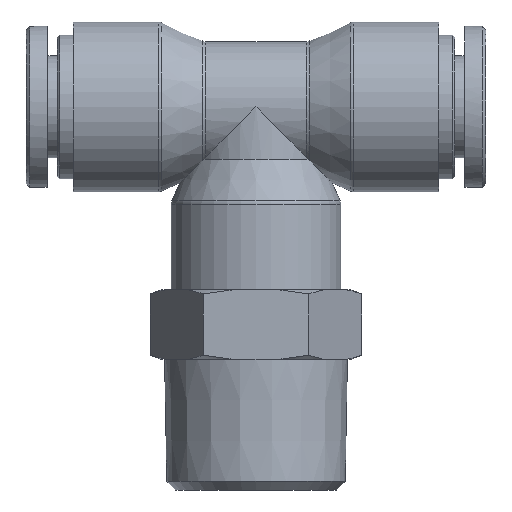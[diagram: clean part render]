
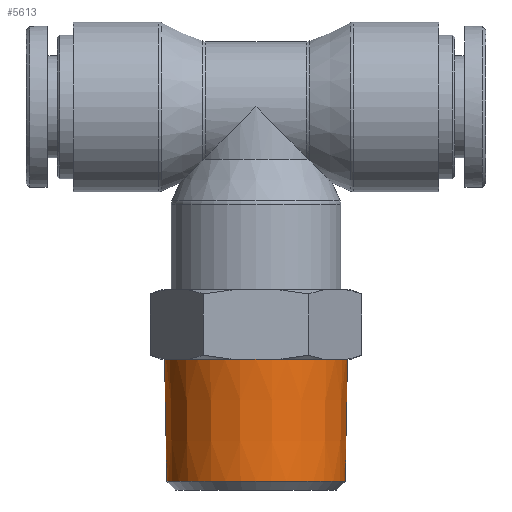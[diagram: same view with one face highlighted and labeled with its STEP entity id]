
A CAD part, front view. The second image highlights one B-rep face of the part: STEP entity #5613.
In plain terms, the highlighted conical face has half-angle 1.06 degrees and reference radius 10.361 mm.
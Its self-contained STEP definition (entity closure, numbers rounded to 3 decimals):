
#4997=CARTESIAN_POINT('',(-22.3,9.093,5.25));
#4998=VERTEX_POINT('',#4997);
#5005=CARTESIAN_POINT('',(-22.3,0.,10.5));
#5006=VERTEX_POINT('',#5005);
#5007=CARTESIAN_POINT('',(-22.3,0.,0.0));
#5008=DIRECTION('',(1.0,0.0,0.0));
#5009=DIRECTION('',(0.0,1.0,0.0));
#5010=AXIS2_PLACEMENT_3D('',#5007,#5008,#5009);
#5011=CIRCLE('',#5010,10.5);
#5012=EDGE_CURVE('',#4998,#5006,#5011,.T.);
#5099=CARTESIAN_POINT('',(-22.3,-9.093,5.25));
#5100=VERTEX_POINT('',#5099);
#5101=CARTESIAN_POINT('',(-22.3,0.,0.0));
#5102=DIRECTION('',(1.0,0.0,0.0));
#5103=DIRECTION('',(0.0,1.0,0.0));
#5104=AXIS2_PLACEMENT_3D('',#5101,#5102,#5103);
#5105=CIRCLE('',#5104,10.5);
#5106=EDGE_CURVE('',#5006,#5100,#5105,.T.);
#5186=CARTESIAN_POINT('',(-22.3,-9.093,-5.25));
#5187=VERTEX_POINT('',#5186);
#5188=CARTESIAN_POINT('',(-22.3,0.,0.0));
#5189=DIRECTION('',(1.0,0.0,0.0));
#5190=DIRECTION('',(0.0,1.0,0.0));
#5191=AXIS2_PLACEMENT_3D('',#5188,#5189,#5190);
#5192=CIRCLE('',#5191,10.5);
#5193=EDGE_CURVE('',#5100,#5187,#5192,.T.);
#5273=CARTESIAN_POINT('',(-22.3,0.,-10.5));
#5274=VERTEX_POINT('',#5273);
#5275=CARTESIAN_POINT('',(-22.3,0.,0.0));
#5276=DIRECTION('',(1.0,0.0,0.0));
#5277=DIRECTION('',(0.0,1.0,0.0));
#5278=AXIS2_PLACEMENT_3D('',#5275,#5276,#5277);
#5279=CIRCLE('',#5278,10.5);
#5280=EDGE_CURVE('',#5187,#5274,#5279,.T.);
#5360=CARTESIAN_POINT('',(-22.3,9.093,-5.25));
#5361=VERTEX_POINT('',#5360);
#5362=CARTESIAN_POINT('',(-22.3,0.,0.0));
#5363=DIRECTION('',(1.0,0.0,0.0));
#5364=DIRECTION('',(0.0,1.0,0.0));
#5365=AXIS2_PLACEMENT_3D('',#5362,#5363,#5364);
#5366=CIRCLE('',#5365,10.5);
#5367=EDGE_CURVE('',#5274,#5361,#5366,.T.);
#5579=CARTESIAN_POINT('',(-36.3,10.241,0.));
#5580=VERTEX_POINT('',#5579);
#5581=CARTESIAN_POINT('',(-36.3,0.,0.));
#5582=DIRECTION('',(-1.0,0.0,0.0));
#5583=DIRECTION('',(0.0,-1.0,0.0));
#5584=AXIS2_PLACEMENT_3D('',#5581,#5582,#5583);
#5585=CIRCLE('',#5584,10.241);
#5586=EDGE_CURVE('',#5580,#5580,#5585,.T.);
#5591=CARTESIAN_POINT('',(-29.8,0.,0.0));
#5592=DIRECTION('',(1.0,0.,0.0));
#5593=DIRECTION('',(0.0,1.0,0.0));
#5594=AXIS2_PLACEMENT_3D('',#5591,#5592,#5593);
#5595=CONICAL_SURFACE('',#5594,10.361,1.06);
#5596=CARTESIAN_POINT('',(-22.3,0.,0.0));
#5597=DIRECTION('',(1.0,0.0,0.0));
#5598=DIRECTION('',(0.0,1.0,0.0));
#5599=AXIS2_PLACEMENT_3D('',#5596,#5597,#5598);
#5600=CIRCLE('',#5599,10.5);
#5601=EDGE_CURVE('',#5361,#4998,#5600,.T.);
#5602=ORIENTED_EDGE('',*,*,#5601,.F.);
#5603=ORIENTED_EDGE('',*,*,#5367,.F.);
#5604=ORIENTED_EDGE('',*,*,#5280,.F.);
#5605=ORIENTED_EDGE('',*,*,#5193,.F.);
#5606=ORIENTED_EDGE('',*,*,#5106,.F.);
#5607=ORIENTED_EDGE('',*,*,#5012,.F.);
#5608=EDGE_LOOP('',(#5602,#5603,#5604,#5605,#5606,#5607));
#5609=FACE_OUTER_BOUND('',#5608,.T.);
#5610=ORIENTED_EDGE('',*,*,#5586,.F.);
#5611=EDGE_LOOP('',(#5610));
#5612=FACE_BOUND('',#5611,.T.);
#5613=ADVANCED_FACE('',(#5609,#5612),#5595,.T.);
